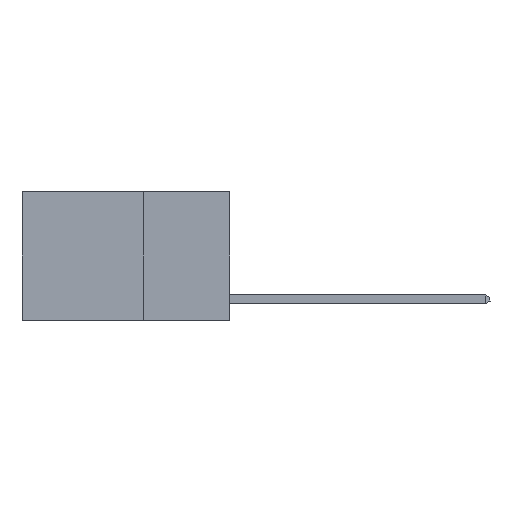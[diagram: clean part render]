
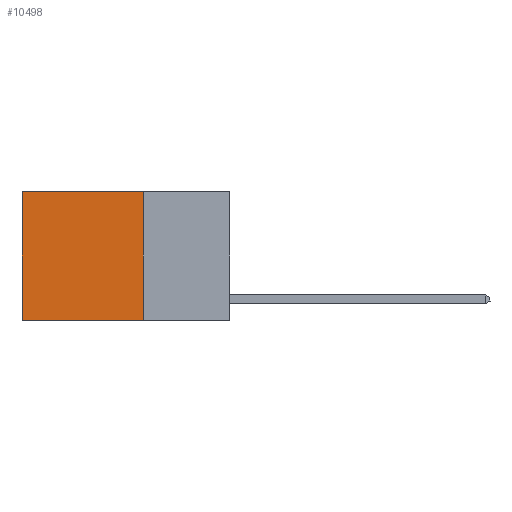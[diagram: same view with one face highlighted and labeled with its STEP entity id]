
A CAD part, left-side view. The second image highlights one B-rep face of the part: STEP entity #10498.
In plain terms, the highlighted planar face has unit normal (-1, 0, 0).
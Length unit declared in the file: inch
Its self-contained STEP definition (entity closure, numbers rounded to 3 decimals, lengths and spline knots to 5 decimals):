
#1835 = VERTEX_POINT ( 'NONE', #18447 ) ;
#2523 = CARTESIAN_POINT ( 'NONE',  ( 0.2625, 0.6, 0. ) ) ;
#2706 = LINE ( 'NONE', #4385, #4732 ) ;
#3963 = ORIENTED_EDGE ( 'NONE', *, *, #5806, .T. ) ;
#4075 = DIRECTION ( 'NONE',  ( 0., 0., -1. ) ) ;
#4385 = CARTESIAN_POINT ( 'NONE',  ( 0.2625, 0.25, -0.37 ) ) ;
#4732 = VECTOR ( 'NONE', #9311, 39.37008 ) ;
#5024 = DIRECTION ( 'NONE',  ( 0., 0., -1. ) ) ;
#5089 = VERTEX_POINT ( 'NONE', #15552 ) ;
#5330 = DIRECTION ( 'NONE',  ( 0., 1., 0. ) ) ;
#5437 = VECTOR ( 'NONE', #4075, 39.37008 ) ;
#5520 = EDGE_CURVE ( 'NONE', #6933, #1835, #14440, .T. ) ;
#5806 = EDGE_CURVE ( 'NONE', #5089, #20270, #18435, .T. ) ;
#6395 = VECTOR ( 'NONE', #5330, 39.37008 ) ;
#6556 = ORIENTED_EDGE ( 'NONE', *, *, #13264, .F. ) ;
#6783 = DIRECTION ( 'NONE',  ( 1., 0., 0. ) ) ;
#6927 = CARTESIAN_POINT ( 'NONE',  ( 0.2625, 0.6, -0.37 ) ) ;
#6933 = VERTEX_POINT ( 'NONE', #13999 ) ;
#9311 = DIRECTION ( 'NONE',  ( 0., 1., 0. ) ) ;
#10052 = FACE_OUTER_BOUND ( 'NONE', #14889, .T. ) ;
#10157 = CARTESIAN_POINT ( 'NONE',  ( 0.2625, 0.25, 0. ) ) ;
#10498 = ADVANCED_FACE ( 'NONE', ( #10052 ), #17804, .F. ) ;
#11631 = DIRECTION ( 'NONE',  ( 0., 0., -1. ) ) ;
#11694 = EDGE_CURVE ( 'NONE', #6933, #5089, #12775, .T. ) ;
#12679 = CARTESIAN_POINT ( 'NONE',  ( 0.2625, 0.25, 0. ) ) ;
#12775 = LINE ( 'NONE', #19171, #6395 ) ;
#13264 = EDGE_CURVE ( 'NONE', #1835, #20270, #2706, .T. ) ;
#13999 = CARTESIAN_POINT ( 'NONE',  ( 0.2625, 0.25, 0. ) ) ;
#14440 = LINE ( 'NONE', #12679, #17146 ) ;
#14889 = EDGE_LOOP ( 'NONE', ( #3963, #6556, #19817, #15643 ) ) ;
#15552 = CARTESIAN_POINT ( 'NONE',  ( 0.2625, 0.6, 0. ) ) ;
#15643 = ORIENTED_EDGE ( 'NONE', *, *, #11694, .T. ) ;
#17146 = VECTOR ( 'NONE', #5024, 39.37008 ) ;
#17804 = PLANE ( 'NONE',  #19621 ) ;
#18435 = LINE ( 'NONE', #2523, #5437 ) ;
#18447 = CARTESIAN_POINT ( 'NONE',  ( 0.2625, 0.25, -0.37 ) ) ;
#19171 = CARTESIAN_POINT ( 'NONE',  ( 0.2625, 0.25, 0. ) ) ;
#19621 = AXIS2_PLACEMENT_3D ( 'NONE', #10157, #6783, #11631 ) ;
#19817 = ORIENTED_EDGE ( 'NONE', *, *, #5520, .F. ) ;
#20270 = VERTEX_POINT ( 'NONE', #6927 ) ;
